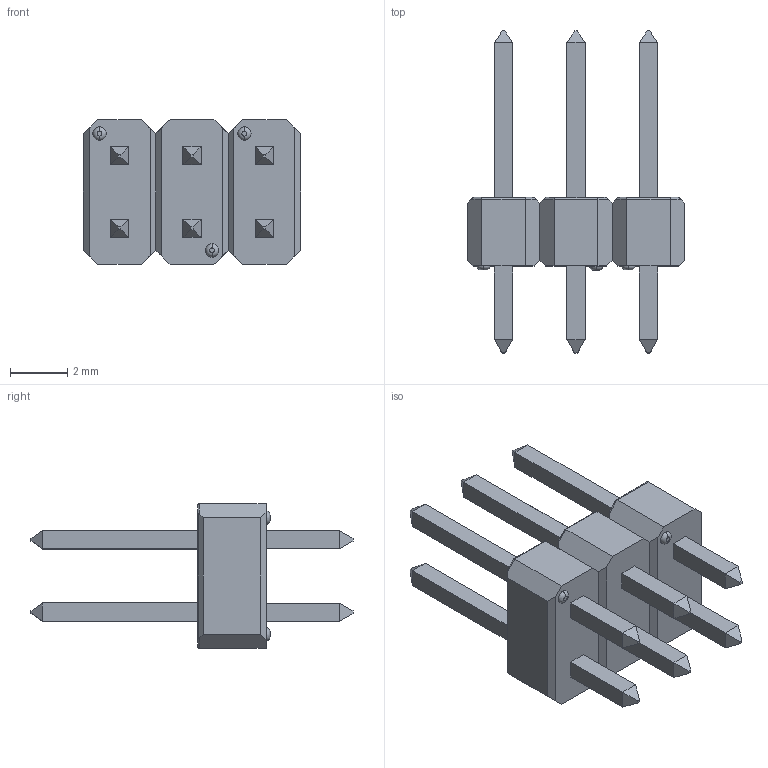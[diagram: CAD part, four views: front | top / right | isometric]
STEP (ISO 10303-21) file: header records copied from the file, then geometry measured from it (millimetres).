
FILE_DESCRIPTION (( 'STEP AP214' ), '1' );
FILE_NAME ('P(B,C)C03DAAN.STEP', '2018-02-13T19:17:54', ( '' ), ( '' ), 'SwSTEP 2.0', 'SolidWorks 2014', '' );
FILE_SCHEMA (( 'AUTOMOTIVE_DESIGN' ));
Length unit declared in the file: millimetre
Products named in the file (2): P(B,C)C03DAAN; Dual TH withbump format
Assembly tree (3 placements, depth 2):
  P(B,C)C03DAAN
    Dual TH withbump format  x3
Bounding box: 7.62 x 11.29 x 5.08 mm (x, y, z)
Volume: 108.9 mm3; surface area: 306.4 mm2
Topology: 15 solids, 15 shells, 195 faces, 426 edges, 264 vertices
Faces by surface type: plane 165, cylinder 24, torus 6
Entity records: 2060 total; most frequent: CARTESIAN_POINT 337, ORIENTED_EDGE 284, DIRECTION 278, EDGE_CURVE 142, LINE 124, VECTOR 124, VERTEX_POINT 88, AXIS2_PLACEMENT_3D 77
